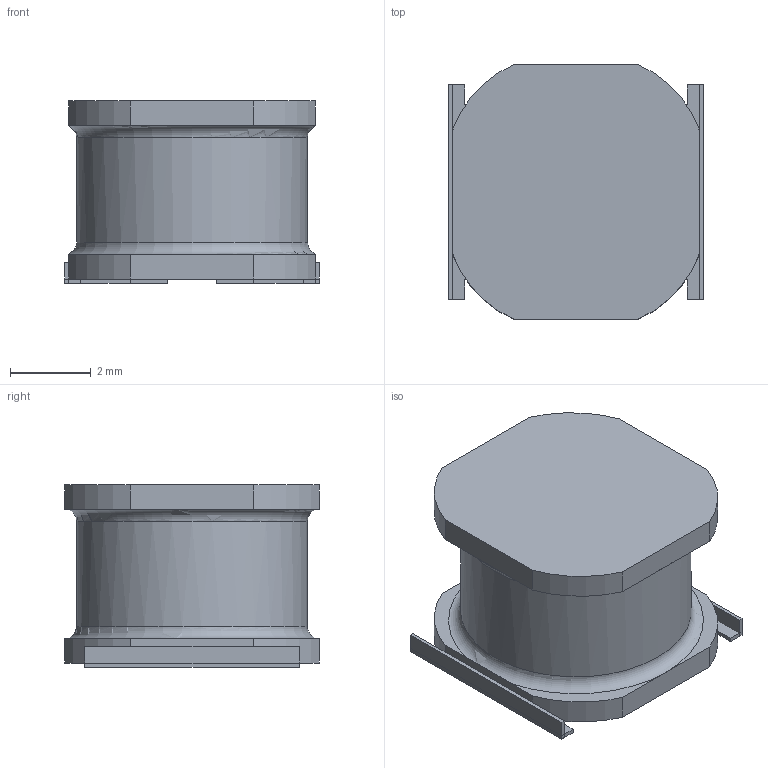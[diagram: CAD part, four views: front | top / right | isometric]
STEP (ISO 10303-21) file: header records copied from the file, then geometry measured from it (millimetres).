
FILE_DESCRIPTION(/* description */ (''),/* implementation_level */ '2;1');
FILE_NAME(/* name */ 'IND_TOKO_DG6045C.stp',/* time_stamp */ '2016-09-12T14:43:04+02:00',/* author */ ('jchouvet'),/* organization */ (''),/* preprocessor_version */ 'ST-DEVELOPER v16.1',/* originating_system */ 'AutoCAD Mechanical',/* authorisation */ '');
FILE_SCHEMA (('AUTOMOTIVE_DESIGN { 1 0 10303 214 3 1 1 }'));
Length unit declared in the file: millimetre
Products named in the file (1): Product
Bounding box: 6.3 x 6.3 x 4.5 mm (x, y, z)
Volume: 127.2 mm3; surface area: 356.5 mm2
Topology: 7 solids, 7 shells, 69 faces, 163 edges, 108 vertices
Faces by surface type: plane 58, cylinder 9, torus 2
Full cylindrical faces by diameter (mm): 5.7 x1
Entity records: 1998 total; most frequent: CARTESIAN_POINT 370, ORIENTED_EDGE 316, DIRECTION 316, EDGE_CURVE 158, LINE 132, VECTOR 132, VERTEX_POINT 106, AXIS2_PLACEMENT_3D 92
